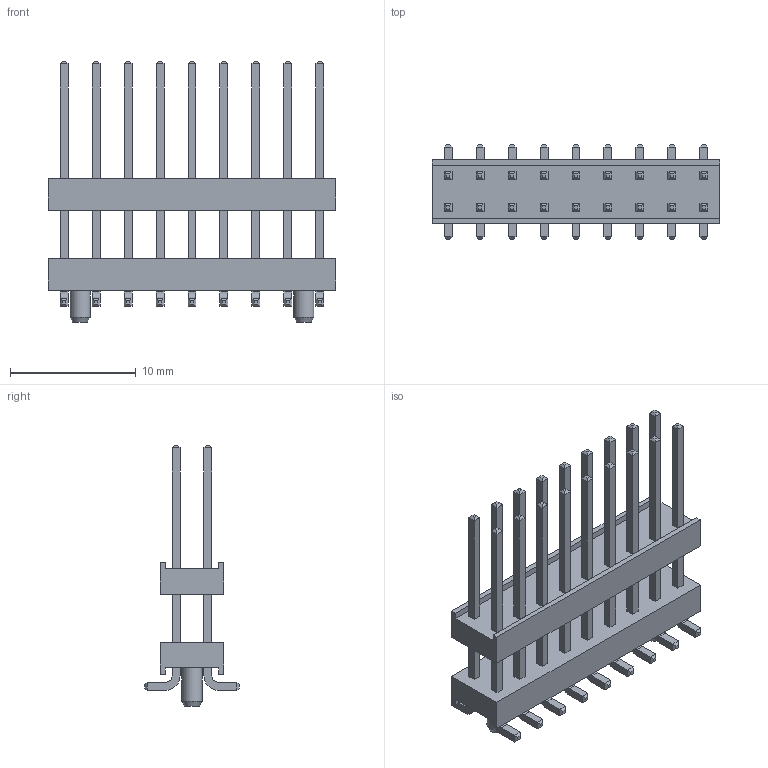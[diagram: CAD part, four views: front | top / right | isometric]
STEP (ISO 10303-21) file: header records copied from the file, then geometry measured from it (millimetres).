
FILE_DESCRIPTION(/* description */ ('STEP AP214','CAx-IF Rec.Pracs.---Representation and Presentation of Product Manufacturing Information (PMI)---4.0---2014-10-13'),/* implementation_level */ '2;1');
FILE_NAME(/* name */ 'HW-09-10-L-D-400-SM-A.step.step',/* time_stamp */ '2025-02-07T19:42:52-08:00',/* author */ (''),/* organization */ (''),/* preprocessor_version */ 'ST-DEVELOPER v20',/* originating_system */ 'Autodesk Translation Framework v13.20.0.188',/* authorisation */ '');
FILE_SCHEMA (('AP242_MANAGED_MODEL_BASED_3D_ENGINEERING_MIM_LF { 1 0 10303 442 1 1 4 }'));
Length unit declared in the file: inch
Products named in the file (5): HW-09-10-L-D-400-SM-A; _PHW-09-10-L-D-400-SM-A; _BBHW-09-10-L-D-400-SM-A; _PHW-09-10-L-D-400-SM-A2; _TBHW-09-10-L-D-400-SM-A
Assembly tree (4 placements, depth 2):
  HW-09-10-L-D-400-SM-A
    _PHW-09-10-L-D-400-SM-A
    _BBHW-09-10-L-D-400-SM-A
    _PHW-09-10-L-D-400-SM-A2
    _TBHW-09-10-L-D-400-SM-A
Bounding box: 22.86 x 7.49 x 20.7 mm (x, y, z)
Volume: 644.5 mm3; surface area: 2231.9 mm2
Topology: 4 solids, 4 shells, 574 faces, 1452 edges, 920 vertices
Faces by surface type: plane 534, cylinder 38, cone 2
Full cylindrical faces by diameter (mm): 1.6 x2
Entity records: 17087 total; most frequent: CARTESIAN_POINT 2955, ORIENTED_EDGE 2904, DIRECTION 2698, EDGE_CURVE 1452, LINE 1372, VECTOR 1372, VERTEX_POINT 920, EDGE_LOOP 680
